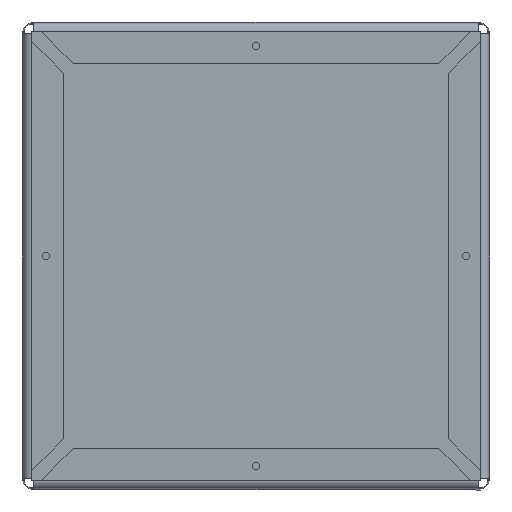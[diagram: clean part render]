
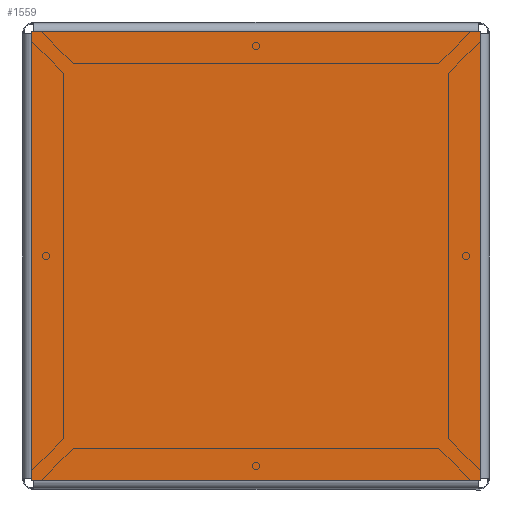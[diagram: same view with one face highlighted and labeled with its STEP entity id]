
A CAD part, front view. The second image highlights one B-rep face of the part: STEP entity #1559.
In plain terms, the highlighted face is planar.
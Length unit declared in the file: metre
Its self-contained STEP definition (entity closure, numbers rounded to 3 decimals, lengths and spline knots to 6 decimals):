
#99 = CARTESIAN_POINT ( 'NONE',  ( -0.313, 0.313, 0.0015 ) ) ;
#211 = DIRECTION ( 'NONE',  ( 0., 1., 0. ) ) ;
#231 = ORIENTED_EDGE ( 'NONE', *, *, #1508, .T. ) ;
#261 = CARTESIAN_POINT ( 'NONE',  ( -0.313, 0.313, 0.0015 ) ) ;
#353 = VERTEX_POINT ( 'NONE', #1070 ) ;
#413 = ORIENTED_EDGE ( 'NONE', *, *, #613, .T. ) ;
#495 = EDGE_CURVE ( 'NONE', #353, #1002, #974, .T. ) ;
#514 = AXIS2_PLACEMENT_3D ( 'NONE', #1667, #1192, #1781 ) ;
#588 = EDGE_LOOP ( 'NONE', ( #1240, #231, #413, #691 ) ) ;
#589 = FACE_OUTER_BOUND ( 'NONE', #588, .T. ) ;
#613 = EDGE_CURVE ( 'NONE', #1306, #633, #711, .T. ) ;
#633 = VERTEX_POINT ( 'NONE', #1591 ) ;
#638 = VECTOR ( 'NONE', #1634, 1. ) ;
#691 = ORIENTED_EDGE ( 'NONE', *, *, #1742, .T. ) ;
#711 = LINE ( 'NONE', #99, #775 ) ;
#737 = LINE ( 'NONE', #1033, #638 ) ;
#775 = VECTOR ( 'NONE', #1005, 1. ) ;
#815 = VECTOR ( 'NONE', #1288, 1. ) ;
#974 = LINE ( 'NONE', #1827, #1350 ) ;
#1002 = VERTEX_POINT ( 'NONE', #1863 ) ;
#1005 = DIRECTION ( 'NONE',  ( 0., -1., 0. ) ) ;
#1033 = CARTESIAN_POINT ( 'NONE',  ( -0.313, -0.313, 0.0015 ) ) ;
#1070 = CARTESIAN_POINT ( 'NONE',  ( 0.313, -0.313, 0.0015 ) ) ;
#1158 = LINE ( 'NONE', #1175, #815 ) ;
#1175 = CARTESIAN_POINT ( 'NONE',  ( -0.313, 0.313, 0.0015 ) ) ;
#1192 = DIRECTION ( 'NONE',  ( 0., 0., 1. ) ) ;
#1215 = PLANE ( 'NONE',  #514 ) ;
#1240 = ORIENTED_EDGE ( 'NONE', *, *, #495, .T. ) ;
#1288 = DIRECTION ( 'NONE',  ( -1., 0., 0. ) ) ;
#1306 = VERTEX_POINT ( 'NONE', #261 ) ;
#1350 = VECTOR ( 'NONE', #211, 1. ) ;
#1508 = EDGE_CURVE ( 'NONE', #1002, #1306, #1158, .T. ) ;
#1559 = ADVANCED_FACE ( 'NONE', ( #589 ), #1215, .T. ) ;
#1591 = CARTESIAN_POINT ( 'NONE',  ( -0.313, -0.313, 0.0015 ) ) ;
#1634 = DIRECTION ( 'NONE',  ( 1., 0., 0. ) ) ;
#1667 = CARTESIAN_POINT ( 'NONE',  ( 0., 0., 0.0015 ) ) ;
#1742 = EDGE_CURVE ( 'NONE', #633, #353, #737, .T. ) ;
#1781 = DIRECTION ( 'NONE',  ( 1., 0., 0. ) ) ;
#1827 = CARTESIAN_POINT ( 'NONE',  ( 0.313, 0.313, 0.0015 ) ) ;
#1863 = CARTESIAN_POINT ( 'NONE',  ( 0.313, 0.313, 0.0015 ) ) ;
